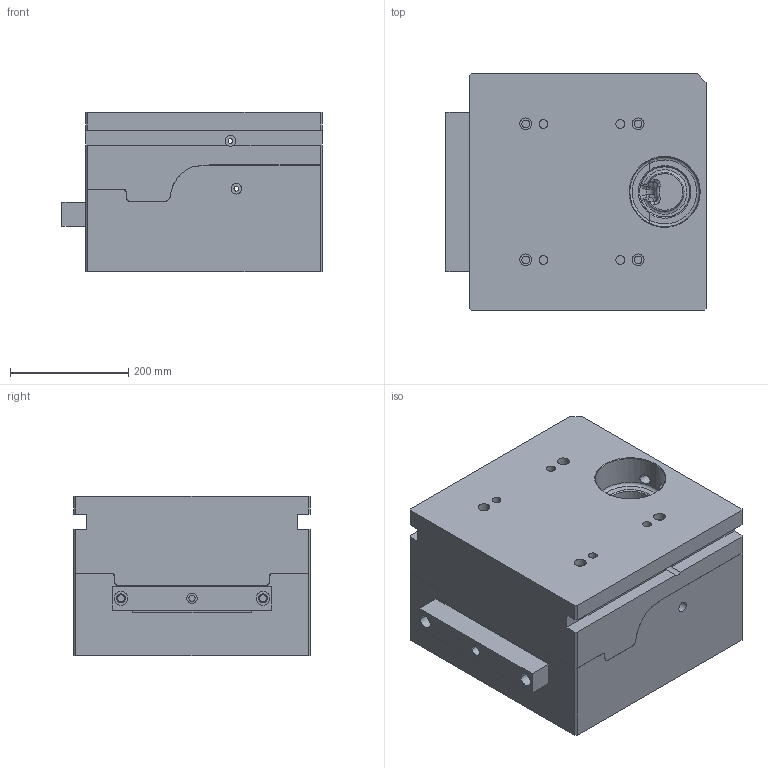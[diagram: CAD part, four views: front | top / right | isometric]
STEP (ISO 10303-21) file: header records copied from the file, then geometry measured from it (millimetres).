
FILE_DESCRIPTION((''),'2;1');
FILE_NAME('MFG0001_ASM','2018-05-19T',('Administrator'),(''),'CREO PARAMETRIC BY PTC INC, 2014190','CREO PARAMETRIC BY PTC INC, 2014190','');
FILE_SCHEMA(('CONFIG_CONTROL_DESIGN'));
Length unit declared in the file: millimetre
Products named in the file (15): MOLD_VOL_2; MOLD_VOL_4; MOLD_VOL_5; MOLD_VOL_6; MOLD_VOL_1; MOLD_VOL_3; MOLD_VOL_7; MOLD_VOL_8; B; A; HK; HK2; DB; FZ; MFG0001_ASM
Assembly tree (14 placements, depth 2):
  MFG0001_ASM
    MOLD_VOL_2
    MOLD_VOL_4
    MOLD_VOL_5
    MOLD_VOL_6
    MOLD_VOL_1
    MOLD_VOL_3
    MOLD_VOL_7
    MOLD_VOL_8
    B
    A
    HK
    HK2
    DB
    FZ
Bounding box: 440 x 400 x 268.89 mm (x, y, z)
Volume: 41106548.2 mm3; surface area: 2271647.4 mm2
Topology: 20 solids, 21 shells, 1254 faces, 3345 edges, 2164 vertices
Faces by surface type: cylinder 459, plane 445, bspline 148, cone 118, extrusion 60, torus 24
Entity records: 49730 total; most frequent: CARTESIAN_POINT 19037, ORIENTED_EDGE 6686, DIRECTION 5758, EDGE_CURVE 3345, VERTEX_POINT 2164, AXIS2_PLACEMENT_3D 2045, VECTOR 1668, LINE 1608
